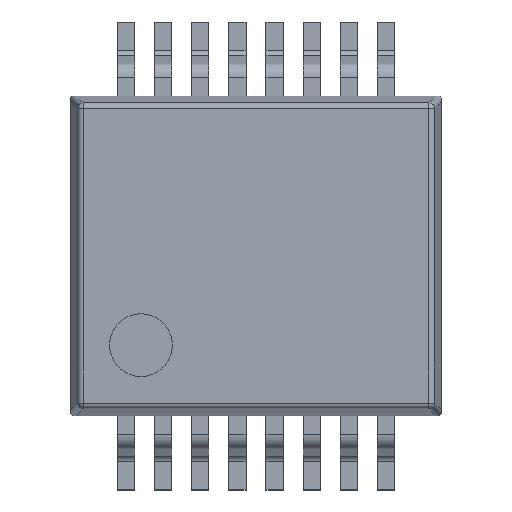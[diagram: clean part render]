
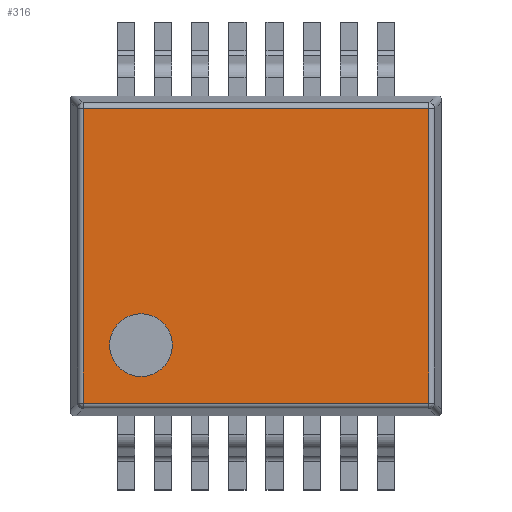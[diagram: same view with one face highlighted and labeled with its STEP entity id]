
A CAD part, top view. The second image highlights one B-rep face of the part: STEP entity #316.
In plain terms, the highlighted planar face has unit normal (0, 0, 1).
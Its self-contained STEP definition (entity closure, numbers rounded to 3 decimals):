
#316=ADVANCED_FACE('',(#1024,#1026),#1028,.T.);
#1024=FACE_BOUND('',#1025,.T.);
#1025=EDGE_LOOP('',(#1680,#1681,#1682,#1683));
#1026=FACE_BOUND('',#1027,.T.);
#1027=EDGE_LOOP('',(#1684));
#1028=PLANE('',#1029);
#1029=AXIS2_PLACEMENT_3D('',#1030,#1031,#1032);
#1030=CARTESIAN_POINT('',(0.,0.,2.));
#1031=DIRECTION('',(0.,0.,1.));
#1032=DIRECTION('',(1.,0.,0.));
#1680=ORIENTED_EDGE('',*,*,#2060,.T.);
#1681=ORIENTED_EDGE('',*,*,#2061,.T.);
#1682=ORIENTED_EDGE('',*,*,#2062,.T.);
#1683=ORIENTED_EDGE('',*,*,#2063,.T.);
#1684=ORIENTED_EDGE('',*,*,#2064,.T.);
#2060=EDGE_CURVE('',#2282,#2283,#2284,.T.);
#2061=EDGE_CURVE('',#2283,#2285,#2286,.T.);
#2062=EDGE_CURVE('',#2285,#2287,#2288,.T.);
#2063=EDGE_CURVE('',#2287,#2282,#2289,.T.);
#2064=EDGE_CURVE('',#2290,#2290,#2291,.F.);
#2282=VERTEX_POINT('',#2730);
#2283=VERTEX_POINT('',#2731);
#2284=LINE('',#2732,#2733);
#2285=VERTEX_POINT('',#2735);
#2286=LINE('',#2736,#2737);
#2287=VERTEX_POINT('',#2739);
#2288=LINE('',#2740,#2741);
#2289=LINE('',#2743,#2744);
#2290=VERTEX_POINT('',#2746);
#2291=CIRCLE('',#2747,0.55);
#2730=CARTESIAN_POINT('',(3.03,2.58,2.));
#2731=CARTESIAN_POINT('',(-3.03,2.58,2.));
#2732=CARTESIAN_POINT('',(3.03,2.58,2.));
#2733=VECTOR('',#2734,1.);
#2734=DIRECTION('',(-1.,0.,0.));
#2735=CARTESIAN_POINT('',(-3.03,-2.58,2.));
#2736=CARTESIAN_POINT('',(-3.03,2.58,2.));
#2737=VECTOR('',#2738,1.);
#2738=DIRECTION('',(0.,-1.,0.));
#2739=CARTESIAN_POINT('',(3.03,-2.58,2.));
#2740=CARTESIAN_POINT('',(-3.03,-2.58,2.));
#2741=VECTOR('',#2742,1.);
#2742=DIRECTION('',(1.,0.,0.));
#2743=CARTESIAN_POINT('',(3.03,-2.58,2.));
#2744=VECTOR('',#2745,1.);
#2745=DIRECTION('',(0.,1.,0.));
#2746=CARTESIAN_POINT('',(-1.465,-1.565,2.));
#2747=AXIS2_PLACEMENT_3D('',#2748,#2749,#2750);
#2748=CARTESIAN_POINT('',(-2.015,-1.565,2.));
#2749=DIRECTION('',(0.,0.,1.));
#2750=DIRECTION('',(1.,0.,0.));
